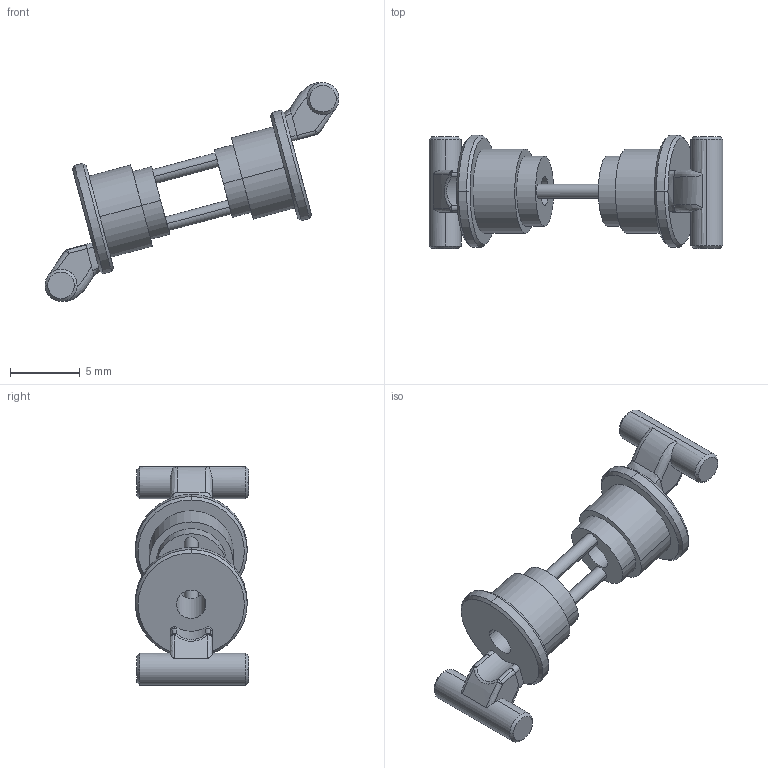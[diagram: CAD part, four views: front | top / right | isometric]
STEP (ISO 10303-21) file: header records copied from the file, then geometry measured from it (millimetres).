
FILE_DESCRIPTION(('STEP AP214'),'1');
FILE_NAME('x1(2in1).step','2022-05-08T03:58:27',(' '),(' '),'Spatial InterOp 3D',' ',' ');
FILE_SCHEMA(('AUTOMOTIVE_DESIGN { 1 0 10303 214 1 1 1 1 }'));
Length unit declared in the file: metre
Products named in the file (1): 实体
Bounding box: 21.01 x 8.11 x 15.66 mm (x, y, z)
Volume: 394.5 mm3; surface area: 646.6 mm2
Topology: 1 solids, 1 shells, 96 faces, 239 edges, 146 vertices
Faces by surface type: cylinder 34, bspline 28, cone 16, plane 16, sphere 2
Entity records: 6887 total; most frequent: CARTESIAN_POINT 4737, ORIENTED_EDGE 468, DIRECTION 396, EDGE_CURVE 234, AXIS2_PLACEMENT_3D 161, VERTEX_POINT 146, EDGE_LOOP 108, ADVANCED_FACE 96
